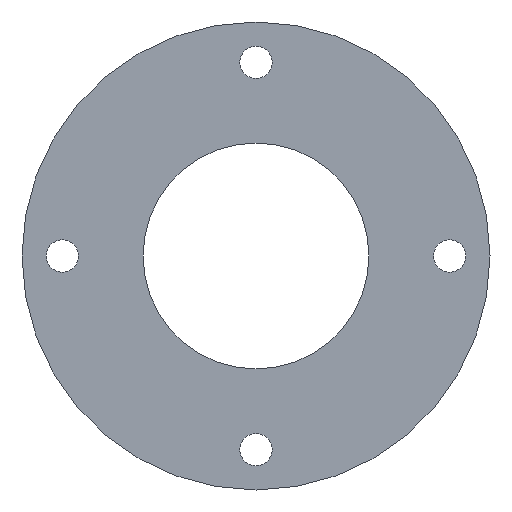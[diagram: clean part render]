
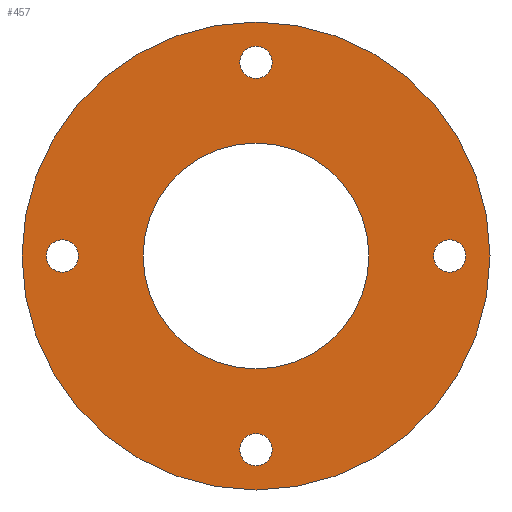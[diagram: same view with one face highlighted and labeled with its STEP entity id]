
A CAD part, front view. The second image highlights one B-rep face of the part: STEP entity #457.
In plain terms, the highlighted planar face has unit normal (0, -1, 0).
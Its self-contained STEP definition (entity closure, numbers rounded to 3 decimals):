
#1 = EDGE_LOOP ( 'NONE', ( #555, #406 ) ) ;
#7 = CARTESIAN_POINT ( 'NONE',  ( 0., 0., 0. ) ) ;
#15 = VERTEX_POINT ( 'NONE', #171 ) ;
#16 = CARTESIAN_POINT ( 'NONE',  ( -24., 0., 2. ) ) ;
#21 = FACE_BOUND ( 'NONE', #26, .T. ) ;
#25 = FACE_BOUND ( 'NONE', #1, .T. ) ;
#26 = EDGE_LOOP ( 'NONE', ( #235, #79 ) ) ;
#29 = FACE_OUTER_BOUND ( 'NONE', #564, .T. ) ;
#31 = AXIS2_PLACEMENT_3D ( 'NONE', #111, #338, #51 ) ;
#37 = ORIENTED_EDGE ( 'NONE', *, *, #279, .F. ) ;
#40 = DIRECTION ( 'NONE',  ( 0., 0., 1. ) ) ;
#44 = EDGE_CURVE ( 'NONE', #423, #612, #103, .T. ) ;
#50 = EDGE_CURVE ( 'NONE', #270, #101, #143, .T. ) ;
#51 = DIRECTION ( 'NONE',  ( 0., 0., 1. ) ) ;
#66 = CARTESIAN_POINT ( 'NONE',  ( -24., 0., 0. ) ) ;
#72 = ORIENTED_EDGE ( 'NONE', *, *, #50, .T. ) ;
#79 = ORIENTED_EDGE ( 'NONE', *, *, #195, .T. ) ;
#84 = CARTESIAN_POINT ( 'NONE',  ( 0., 0., 14. ) ) ;
#91 = CIRCLE ( 'NONE', #297, 29. ) ;
#101 = VERTEX_POINT ( 'NONE', #674 ) ;
#103 = CIRCLE ( 'NONE', #497, 14. ) ;
#107 = CIRCLE ( 'NONE', #452, 2. ) ;
#109 = VERTEX_POINT ( 'NONE', #505 ) ;
#111 = CARTESIAN_POINT ( 'NONE',  ( -24., 0., 0. ) ) ;
#117 = AXIS2_PLACEMENT_3D ( 'NONE', #690, #473, #430 ) ;
#118 = CARTESIAN_POINT ( 'NONE',  ( 0., 0., 0. ) ) ;
#121 = CARTESIAN_POINT ( 'NONE',  ( -24., 0., -2. ) ) ;
#127 = DIRECTION ( 'NONE',  ( 0., 1., 0. ) ) ;
#143 = CIRCLE ( 'NONE', #676, 2. ) ;
#157 = EDGE_CURVE ( 'NONE', #109, #327, #91, .T. ) ;
#169 = CARTESIAN_POINT ( 'NONE',  ( 24., 0., 0. ) ) ;
#171 = CARTESIAN_POINT ( 'NONE',  ( 0., 0., -26. ) ) ;
#187 = VERTEX_POINT ( 'NONE', #272 ) ;
#191 = DIRECTION ( 'NONE',  ( 0., 0., 1. ) ) ;
#195 = EDGE_CURVE ( 'NONE', #374, #341, #699, .T. ) ;
#196 = CARTESIAN_POINT ( 'NONE',  ( 0., 0., 0. ) ) ;
#204 = DIRECTION ( 'NONE',  ( 0., 1., 0. ) ) ;
#228 = DIRECTION ( 'NONE',  ( 0., 1., 0. ) ) ;
#233 = CARTESIAN_POINT ( 'NONE',  ( 0., 0., -22. ) ) ;
#235 = ORIENTED_EDGE ( 'NONE', *, *, #324, .T. ) ;
#242 = CARTESIAN_POINT ( 'NONE',  ( 24., 0., 0. ) ) ;
#254 = EDGE_LOOP ( 'NONE', ( #72, #321 ) ) ;
#258 = AXIS2_PLACEMENT_3D ( 'NONE', #372, #269, #369 ) ;
#269 = DIRECTION ( 'NONE',  ( 0., 1., 0. ) ) ;
#270 = VERTEX_POINT ( 'NONE', #389 ) ;
#272 = CARTESIAN_POINT ( 'NONE',  ( 24., 0., -2. ) ) ;
#276 = DIRECTION ( 'NONE',  ( 0., 0., 1. ) ) ;
#279 = EDGE_CURVE ( 'NONE', #327, #109, #560, .T. ) ;
#291 = ORIENTED_EDGE ( 'NONE', *, *, #399, .T. ) ;
#297 = AXIS2_PLACEMENT_3D ( 'NONE', #533, #476, #40 ) ;
#313 = EDGE_CURVE ( 'NONE', #187, #616, #677, .T. ) ;
#314 = CARTESIAN_POINT ( 'NONE',  ( 0., 0., -24. ) ) ;
#317 = AXIS2_PLACEMENT_3D ( 'NONE', #66, #228, #499 ) ;
#319 = AXIS2_PLACEMENT_3D ( 'NONE', #314, #204, #527 ) ;
#321 = ORIENTED_EDGE ( 'NONE', *, *, #633, .T. ) ;
#324 = EDGE_CURVE ( 'NONE', #341, #374, #579, .T. ) ;
#327 = VERTEX_POINT ( 'NONE', #382 ) ;
#332 = CARTESIAN_POINT ( 'NONE',  ( 0., 0., 24. ) ) ;
#335 = CARTESIAN_POINT ( 'NONE',  ( 0., 0., 24. ) ) ;
#338 = DIRECTION ( 'NONE',  ( 0., 1., 0. ) ) ;
#341 = VERTEX_POINT ( 'NONE', #121 ) ;
#354 = FACE_BOUND ( 'NONE', #698, .T. ) ;
#367 = ORIENTED_EDGE ( 'NONE', *, *, #647, .T. ) ;
#369 = DIRECTION ( 'NONE',  ( 0., 0., 1. ) ) ;
#372 = CARTESIAN_POINT ( 'NONE',  ( 0., 0., 0. ) ) ;
#374 = VERTEX_POINT ( 'NONE', #16 ) ;
#382 = CARTESIAN_POINT ( 'NONE',  ( 0., 0., 29. ) ) ;
#386 = AXIS2_PLACEMENT_3D ( 'NONE', #196, #404, #625 ) ;
#389 = CARTESIAN_POINT ( 'NONE',  ( 0., 0., 22. ) ) ;
#399 = EDGE_CURVE ( 'NONE', #15, #696, #510, .T. ) ;
#404 = DIRECTION ( 'NONE',  ( 0., 1., 0. ) ) ;
#406 = ORIENTED_EDGE ( 'NONE', *, *, #531, .T. ) ;
#409 = CIRCLE ( 'NONE', #117, 2. ) ;
#423 = VERTEX_POINT ( 'NONE', #84 ) ;
#424 = AXIS2_PLACEMENT_3D ( 'NONE', #169, #632, #276 ) ;
#428 = CARTESIAN_POINT ( 'NONE',  ( 24., 0., 2. ) ) ;
#430 = DIRECTION ( 'NONE',  ( 0., 0., 1. ) ) ;
#434 = AXIS2_PLACEMENT_3D ( 'NONE', #118, #127, #650 ) ;
#436 = DIRECTION ( 'NONE',  ( 0., 1., 0. ) ) ;
#445 = DIRECTION ( 'NONE',  ( 0., 0., 1. ) ) ;
#450 = DIRECTION ( 'NONE',  ( 0., 1., 0. ) ) ;
#452 = AXIS2_PLACEMENT_3D ( 'NONE', #332, #538, #686 ) ;
#456 = FACE_BOUND ( 'NONE', #532, .T. ) ;
#457 = ADVANCED_FACE ( 'NONE', ( #29, #354, #456, #25, #668, #21 ), #459, .F. ) ;
#459 = PLANE ( 'NONE',  #386 ) ;
#473 = DIRECTION ( 'NONE',  ( 0., 1., 0. ) ) ;
#476 = DIRECTION ( 'NONE',  ( 0., 1., 0. ) ) ;
#481 = CIRCLE ( 'NONE', #258, 14. ) ;
#485 = ORIENTED_EDGE ( 'NONE', *, *, #631, .T. ) ;
#497 = AXIS2_PLACEMENT_3D ( 'NONE', #7, #436, #445 ) ;
#499 = DIRECTION ( 'NONE',  ( 0., 0., 1. ) ) ;
#500 = CIRCLE ( 'NONE', #424, 2. ) ;
#505 = CARTESIAN_POINT ( 'NONE',  ( 0., 0., -29. ) ) ;
#507 = ORIENTED_EDGE ( 'NONE', *, *, #44, .T. ) ;
#510 = CIRCLE ( 'NONE', #319, 2. ) ;
#525 = AXIS2_PLACEMENT_3D ( 'NONE', #242, #450, #191 ) ;
#527 = DIRECTION ( 'NONE',  ( 0., 0., 1. ) ) ;
#531 = EDGE_CURVE ( 'NONE', #616, #187, #500, .T. ) ;
#532 = EDGE_LOOP ( 'NONE', ( #291, #485 ) ) ;
#533 = CARTESIAN_POINT ( 'NONE',  ( 0., 0., 0. ) ) ;
#538 = DIRECTION ( 'NONE',  ( 0., 1., 0. ) ) ;
#547 = DIRECTION ( 'NONE',  ( 0., 1., 0. ) ) ;
#555 = ORIENTED_EDGE ( 'NONE', *, *, #313, .T. ) ;
#560 = CIRCLE ( 'NONE', #434, 29. ) ;
#564 = EDGE_LOOP ( 'NONE', ( #662, #37 ) ) ;
#579 = CIRCLE ( 'NONE', #317, 2. ) ;
#580 = CARTESIAN_POINT ( 'NONE',  ( 0., 0., -14. ) ) ;
#612 = VERTEX_POINT ( 'NONE', #580 ) ;
#616 = VERTEX_POINT ( 'NONE', #428 ) ;
#625 = DIRECTION ( 'NONE',  ( 0., 0., 1. ) ) ;
#631 = EDGE_CURVE ( 'NONE', #696, #15, #409, .T. ) ;
#632 = DIRECTION ( 'NONE',  ( 0., 1., 0. ) ) ;
#633 = EDGE_CURVE ( 'NONE', #101, #270, #107, .T. ) ;
#647 = EDGE_CURVE ( 'NONE', #612, #423, #481, .T. ) ;
#650 = DIRECTION ( 'NONE',  ( 0., 0., 1. ) ) ;
#656 = DIRECTION ( 'NONE',  ( 0., 0., 1. ) ) ;
#662 = ORIENTED_EDGE ( 'NONE', *, *, #157, .F. ) ;
#668 = FACE_BOUND ( 'NONE', #254, .T. ) ;
#674 = CARTESIAN_POINT ( 'NONE',  ( 0., 0., 26. ) ) ;
#676 = AXIS2_PLACEMENT_3D ( 'NONE', #335, #547, #656 ) ;
#677 = CIRCLE ( 'NONE', #525, 2. ) ;
#686 = DIRECTION ( 'NONE',  ( 0., 0., 1. ) ) ;
#690 = CARTESIAN_POINT ( 'NONE',  ( 0., 0., -24. ) ) ;
#696 = VERTEX_POINT ( 'NONE', #233 ) ;
#698 = EDGE_LOOP ( 'NONE', ( #367, #507 ) ) ;
#699 = CIRCLE ( 'NONE', #31, 2. ) ;
